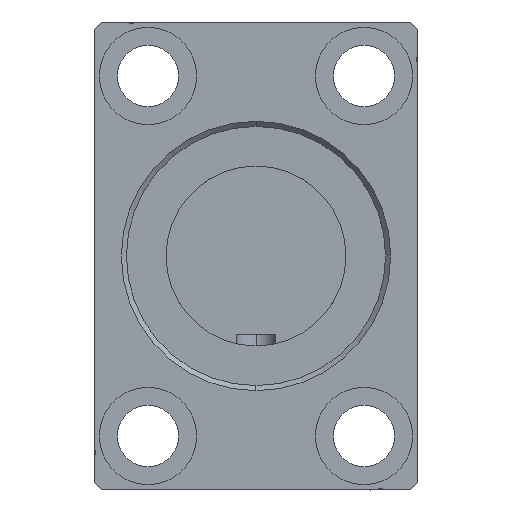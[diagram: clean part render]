
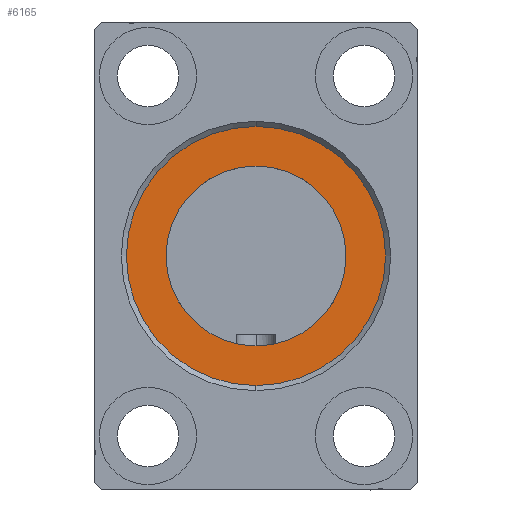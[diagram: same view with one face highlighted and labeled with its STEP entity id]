
A CAD part, left-side view. The second image highlights one B-rep face of the part: STEP entity #6165.
In plain terms, the highlighted planar face has unit normal (-1, 0, 0).
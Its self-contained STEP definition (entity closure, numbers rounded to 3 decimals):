
#1778 = CARTESIAN_POINT ( 'NONE',  ( 7., 0., 12.5 ) ) ;
#2957 = EDGE_CURVE ( 'NONE', #23607, #8730, #10963, .T. ) ;
#4153 = AXIS2_PLACEMENT_3D ( 'NONE', #7990, #21120, #8420 ) ;
#4966 = DIRECTION ( 'NONE',  ( -1., 0., 0. ) ) ;
#5329 = AXIS2_PLACEMENT_3D ( 'NONE', #16739, #33746, #39557 ) ;
#5354 = VERTEX_POINT ( 'NONE', #31713 ) ;
#6165 = ADVANCED_FACE ( 'NONE', ( #24613, #37542 ), #18363, .T. ) ;
#6233 = ORIENTED_EDGE ( 'NONE', *, *, #20893, .F. ) ;
#6438 = AXIS2_PLACEMENT_3D ( 'NONE', #38048, #21257, #25327 ) ;
#6495 = EDGE_CURVE ( 'NONE', #5354, #27405, #19289, .T. ) ;
#7990 = CARTESIAN_POINT ( 'NONE',  ( 7., 0., 0. ) ) ;
#8420 = DIRECTION ( 'NONE',  ( 0., 0., 1. ) ) ;
#8730 = VERTEX_POINT ( 'NONE', #31581 ) ;
#10963 = CIRCLE ( 'NONE', #12350, 18. ) ;
#12350 = AXIS2_PLACEMENT_3D ( 'NONE', #31012, #4966, #18101 ) ;
#12360 = ORIENTED_EDGE ( 'NONE', *, *, #35251, .T. ) ;
#16739 = CARTESIAN_POINT ( 'NONE',  ( 7., 0., 0. ) ) ;
#18101 = DIRECTION ( 'NONE',  ( 0., 0., 1. ) ) ;
#18156 = CARTESIAN_POINT ( 'NONE',  ( 7., 0., 0. ) ) ;
#18363 = PLANE ( 'NONE',  #36470 ) ;
#18463 = EDGE_LOOP ( 'NONE', ( #6233, #39560 ) ) ;
#19121 = CARTESIAN_POINT ( 'NONE',  ( 7., 0., 18. ) ) ;
#19289 = CIRCLE ( 'NONE', #4153, 12.5 ) ;
#20433 = CIRCLE ( 'NONE', #5329, 18. ) ;
#20652 = ORIENTED_EDGE ( 'NONE', *, *, #2957, .T. ) ;
#20893 = EDGE_CURVE ( 'NONE', #27405, #5354, #31215, .T. ) ;
#21120 = DIRECTION ( 'NONE',  ( -1., 0., 0. ) ) ;
#21257 = DIRECTION ( 'NONE',  ( -1., 0., 0. ) ) ;
#23607 = VERTEX_POINT ( 'NONE', #19121 ) ;
#24613 = FACE_BOUND ( 'NONE', #18463, .T. ) ;
#25112 = EDGE_LOOP ( 'NONE', ( #20652, #12360 ) ) ;
#25327 = DIRECTION ( 'NONE',  ( 0., 0., 1. ) ) ;
#27405 = VERTEX_POINT ( 'NONE', #1778 ) ;
#27844 = DIRECTION ( 'NONE',  ( -1., 0., 0. ) ) ;
#31012 = CARTESIAN_POINT ( 'NONE',  ( 7., 0., 0. ) ) ;
#31215 = CIRCLE ( 'NONE', #6438, 12.5 ) ;
#31581 = CARTESIAN_POINT ( 'NONE',  ( 7., 0., -18. ) ) ;
#31713 = CARTESIAN_POINT ( 'NONE',  ( 7., 0., -12.5 ) ) ;
#33746 = DIRECTION ( 'NONE',  ( -1., 0., 0. ) ) ;
#35251 = EDGE_CURVE ( 'NONE', #8730, #23607, #20433, .T. ) ;
#36470 = AXIS2_PLACEMENT_3D ( 'NONE', #18156, #27844, #40979 ) ;
#37542 = FACE_OUTER_BOUND ( 'NONE', #25112, .T. ) ;
#38048 = CARTESIAN_POINT ( 'NONE',  ( 7., 0., 0. ) ) ;
#39557 = DIRECTION ( 'NONE',  ( 0., 0., 1. ) ) ;
#39560 = ORIENTED_EDGE ( 'NONE', *, *, #6495, .F. ) ;
#40979 = DIRECTION ( 'NONE',  ( 0., 0., 1. ) ) ;
